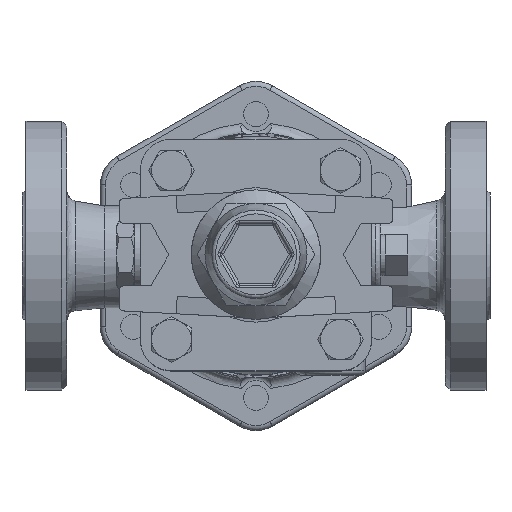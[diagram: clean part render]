
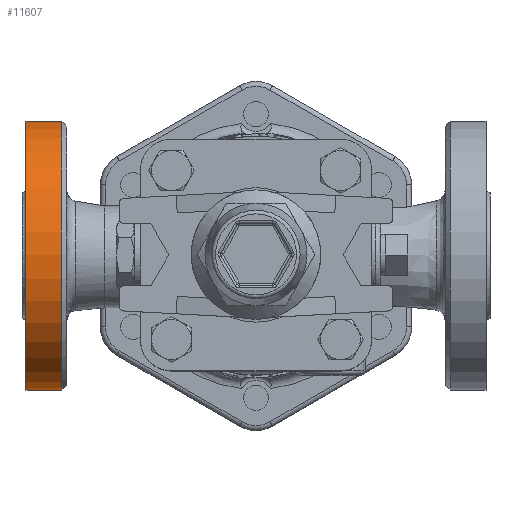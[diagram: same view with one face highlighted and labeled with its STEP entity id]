
A CAD part, top view. The second image highlights one B-rep face of the part: STEP entity #11607.
In plain terms, the highlighted cylindrical face has radius 54 mm (diameter 108 mm), a full revolution.
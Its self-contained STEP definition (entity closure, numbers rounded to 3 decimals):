
#763=CYLINDRICAL_SURFACE('',#12510,54.);
#1101=FACE_BOUND('',#2828,.T.);
#1373=CIRCLE('',#12509,54.);
#1374=CIRCLE('',#12511,54.);
#1990=FACE_OUTER_BOUND('',#2827,.T.);
#2827=EDGE_LOOP('',(#8389));
#2828=EDGE_LOOP('',(#8390));
#5070=VERTEX_POINT('',#19150);
#5071=VERTEX_POINT('',#19153);
#6314=EDGE_CURVE('',#5070,#5070,#1373,.T.);
#6315=EDGE_CURVE('',#5071,#5071,#1374,.T.);
#8389=ORIENTED_EDGE('',*,*,#6315,.T.);
#8390=ORIENTED_EDGE('',*,*,#6314,.F.);
#11607=ADVANCED_FACE('',(#1990,#1101),#763,.T.);
#12509=AXIS2_PLACEMENT_3D('',#19151,#14210,#14211);
#12510=AXIS2_PLACEMENT_3D('',#19152,#14212,#14213);
#12511=AXIS2_PLACEMENT_3D('',#19154,#14214,#14215);
#14210=DIRECTION('center_axis',(1.,0.,0.));
#14211=DIRECTION('ref_axis',(0.,0.,1.));
#14212=DIRECTION('center_axis',(1.,0.,0.));
#14213=DIRECTION('ref_axis',(0.,0.,1.));
#14214=DIRECTION('center_axis',(1.,0.,0.));
#14215=DIRECTION('ref_axis',(0.,0.,1.));
#19150=CARTESIAN_POINT('',(-78.,0.,40.));
#19151=CARTESIAN_POINT('Origin',(-78.,0.,94.));
#19152=CARTESIAN_POINT('Origin',(-76.,0.,94.));
#19153=CARTESIAN_POINT('',(-92.4,0.,40.));
#19154=CARTESIAN_POINT('Origin',(-92.4,0.,94.));
